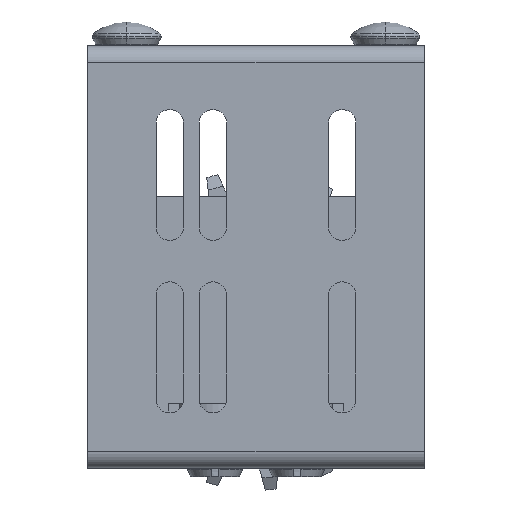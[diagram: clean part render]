
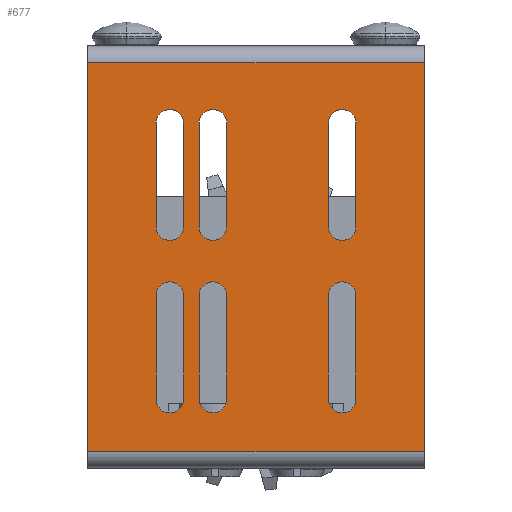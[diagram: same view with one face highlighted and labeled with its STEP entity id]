
A CAD part, left-side view. The second image highlights one B-rep face of the part: STEP entity #677.
In plain terms, the highlighted planar face has unit normal (-1, 0, 0).
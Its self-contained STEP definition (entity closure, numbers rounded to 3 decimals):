
#677=ADVANCED_FACE('',(#1872,#1873,#1874,#1875,#1876,#1877,#1878),#1879,.T.);
#1872=FACE_BOUND('',#3660,.T.);
#1873=FACE_BOUND('',#3661,.T.);
#1874=FACE_BOUND('',#3662,.T.);
#1875=FACE_BOUND('',#3663,.T.);
#1876=FACE_BOUND('',#3664,.T.);
#1877=FACE_BOUND('',#3665,.T.);
#1878=FACE_OUTER_BOUND('',#3666,.T.);
#1879=PLANE('',#3667);
#3660=EDGE_LOOP('',(#5690,#5691,#5692,#5693));
#3661=EDGE_LOOP('',(#5694,#5695,#5696,#5697));
#3662=EDGE_LOOP('',(#5698,#5699,#5700,#5701));
#3663=EDGE_LOOP('',(#5702,#5703,#5704,#5705));
#3664=EDGE_LOOP('',(#5706,#5707,#5708,#5709));
#3665=EDGE_LOOP('',(#5710,#5711,#5712,#5713));
#3666=EDGE_LOOP('',(#5714,#5715,#5716,#5717));
#3667=AXIS2_PLACEMENT_3D('',#5718,#5719,#5720);
#5690=ORIENTED_EDGE('',*,*,#10443,.T.);
#5691=ORIENTED_EDGE('',*,*,#10569,.T.);
#5692=ORIENTED_EDGE('',*,*,#10448,.T.);
#5693=ORIENTED_EDGE('',*,*,#10570,.T.);
#5694=ORIENTED_EDGE('',*,*,#10453,.T.);
#5695=ORIENTED_EDGE('',*,*,#10571,.T.);
#5696=ORIENTED_EDGE('',*,*,#10458,.T.);
#5697=ORIENTED_EDGE('',*,*,#10572,.T.);
#5698=ORIENTED_EDGE('',*,*,#10463,.T.);
#5699=ORIENTED_EDGE('',*,*,#10573,.T.);
#5700=ORIENTED_EDGE('',*,*,#10468,.T.);
#5701=ORIENTED_EDGE('',*,*,#10574,.T.);
#5702=ORIENTED_EDGE('',*,*,#10473,.T.);
#5703=ORIENTED_EDGE('',*,*,#10575,.T.);
#5704=ORIENTED_EDGE('',*,*,#10478,.T.);
#5705=ORIENTED_EDGE('',*,*,#10576,.T.);
#5706=ORIENTED_EDGE('',*,*,#10483,.T.);
#5707=ORIENTED_EDGE('',*,*,#10577,.T.);
#5708=ORIENTED_EDGE('',*,*,#10488,.T.);
#5709=ORIENTED_EDGE('',*,*,#10578,.T.);
#5710=ORIENTED_EDGE('',*,*,#10493,.T.);
#5711=ORIENTED_EDGE('',*,*,#10579,.T.);
#5712=ORIENTED_EDGE('',*,*,#10498,.T.);
#5713=ORIENTED_EDGE('',*,*,#10580,.T.);
#5714=ORIENTED_EDGE('',*,*,#10515,.T.);
#5715=ORIENTED_EDGE('',*,*,#10567,.F.);
#5716=ORIENTED_EDGE('',*,*,#10581,.F.);
#5717=ORIENTED_EDGE('',*,*,#10582,.T.);
#5718=CARTESIAN_POINT('',(0.0,39.0,49.));
#5719=DIRECTION('',(-1.0,0.0,0.0));
#5720=DIRECTION('',(0.0,0.0,-1.0));
#10443=EDGE_CURVE('',#12472,#12469,#12473,.T.);
#10448=EDGE_CURVE('',#12481,#12478,#12482,.T.);
#10453=EDGE_CURVE('',#12490,#12487,#12491,.T.);
#10458=EDGE_CURVE('',#12499,#12496,#12500,.T.);
#10463=EDGE_CURVE('',#12508,#12505,#12509,.T.);
#10468=EDGE_CURVE('',#12517,#12514,#12518,.T.);
#10473=EDGE_CURVE('',#12526,#12523,#12527,.T.);
#10478=EDGE_CURVE('',#12535,#12532,#12536,.T.);
#10483=EDGE_CURVE('',#12544,#12541,#12545,.T.);
#10488=EDGE_CURVE('',#12553,#12550,#12554,.T.);
#10493=EDGE_CURVE('',#12562,#12559,#12563,.T.);
#10498=EDGE_CURVE('',#12571,#12568,#12572,.T.);
#10515=EDGE_CURVE('',#12602,#12600,#12603,.T.);
#10567=EDGE_CURVE('',#12677,#12600,#12679,.T.);
#10569=EDGE_CURVE('',#12469,#12481,#12681,.T.);
#10570=EDGE_CURVE('',#12478,#12472,#12682,.T.);
#10571=EDGE_CURVE('',#12487,#12499,#12683,.T.);
#10572=EDGE_CURVE('',#12496,#12490,#12684,.T.);
#10573=EDGE_CURVE('',#12505,#12517,#12685,.T.);
#10574=EDGE_CURVE('',#12514,#12508,#12686,.T.);
#10575=EDGE_CURVE('',#12523,#12535,#12687,.T.);
#10576=EDGE_CURVE('',#12532,#12526,#12688,.T.);
#10577=EDGE_CURVE('',#12541,#12553,#12689,.T.);
#10578=EDGE_CURVE('',#12550,#12544,#12690,.T.);
#10579=EDGE_CURVE('',#12559,#12571,#12691,.T.);
#10580=EDGE_CURVE('',#12568,#12562,#12692,.T.);
#10581=EDGE_CURVE('',#12693,#12677,#12694,.T.);
#10582=EDGE_CURVE('',#12693,#12602,#12695,.T.);
#12469=VERTEX_POINT('',#15372);
#12472=VERTEX_POINT('',#15376);
#12473=CIRCLE('',#15377,3.2);
#12478=VERTEX_POINT('',#15383);
#12481=VERTEX_POINT('',#15387);
#12482=CIRCLE('',#15388,3.2);
#12487=VERTEX_POINT('',#15394);
#12490=VERTEX_POINT('',#15398);
#12491=CIRCLE('',#15399,3.2);
#12496=VERTEX_POINT('',#15405);
#12499=VERTEX_POINT('',#15409);
#12500=CIRCLE('',#15410,3.2);
#12505=VERTEX_POINT('',#15416);
#12508=VERTEX_POINT('',#15420);
#12509=CIRCLE('',#15421,3.2);
#12514=VERTEX_POINT('',#15427);
#12517=VERTEX_POINT('',#15431);
#12518=CIRCLE('',#15432,3.2);
#12523=VERTEX_POINT('',#15438);
#12526=VERTEX_POINT('',#15442);
#12527=CIRCLE('',#15443,3.2);
#12532=VERTEX_POINT('',#15449);
#12535=VERTEX_POINT('',#15453);
#12536=CIRCLE('',#15454,3.2);
#12541=VERTEX_POINT('',#15460);
#12544=VERTEX_POINT('',#15464);
#12545=CIRCLE('',#15465,3.2);
#12550=VERTEX_POINT('',#15471);
#12553=VERTEX_POINT('',#15475);
#12554=CIRCLE('',#15476,3.2);
#12559=VERTEX_POINT('',#15482);
#12562=VERTEX_POINT('',#15486);
#12563=CIRCLE('',#15487,3.2);
#12568=VERTEX_POINT('',#15493);
#12571=VERTEX_POINT('',#15497);
#12572=CIRCLE('',#15498,3.2);
#12600=VERTEX_POINT('',#15533);
#12602=VERTEX_POINT('',#15535);
#12603=LINE('',#15536,#15537);
#12677=VERTEX_POINT('',#15645);
#12679=LINE('',#15647,#15648);
#12681=LINE('',#15650,#15651);
#12682=LINE('',#15652,#15653);
#12683=LINE('',#15654,#15655);
#12684=LINE('',#15656,#15657);
#12685=LINE('',#15658,#15659);
#12686=LINE('',#15660,#15661);
#12687=LINE('',#15662,#15663);
#12688=LINE('',#15664,#15665);
#12689=LINE('',#15666,#15667);
#12690=LINE('',#15668,#15669);
#12691=LINE('',#15670,#15671);
#12692=LINE('',#15672,#15673);
#12693=VERTEX_POINT('',#15674);
#12694=LINE('',#15675,#15676);
#12695=LINE('',#15677,#15678);
#15372=CARTESIAN_POINT('',(0.0,16.8,40.));
#15376=CARTESIAN_POINT('',(0.0,23.2,40.));
#15377=AXIS2_PLACEMENT_3D('',#19795,#19796,#19797);
#15383=CARTESIAN_POINT('',(0.0,23.2,16.));
#15387=CARTESIAN_POINT('',(0.0,16.8,16.));
#15388=AXIS2_PLACEMENT_3D('',#19803,#19804,#19805);
#15394=CARTESIAN_POINT('',(0.0,16.8,80.));
#15398=CARTESIAN_POINT('',(0.0,23.2,80.));
#15399=AXIS2_PLACEMENT_3D('',#19811,#19812,#19813);
#15405=CARTESIAN_POINT('',(0.0,23.2,56.));
#15409=CARTESIAN_POINT('',(0.0,16.8,56.));
#15410=AXIS2_PLACEMENT_3D('',#19819,#19820,#19821);
#15416=CARTESIAN_POINT('',(0.0,-23.2,40.));
#15420=CARTESIAN_POINT('',(0.0,-16.8,40.));
#15421=AXIS2_PLACEMENT_3D('',#19827,#19828,#19829);
#15427=CARTESIAN_POINT('',(0.0,-16.8,16.));
#15431=CARTESIAN_POINT('',(0.0,-23.2,16.));
#15432=AXIS2_PLACEMENT_3D('',#19835,#19836,#19837);
#15438=CARTESIAN_POINT('',(0.0,-23.2,80.));
#15442=CARTESIAN_POINT('',(0.0,-16.8,80.));
#15443=AXIS2_PLACEMENT_3D('',#19843,#19844,#19845);
#15449=CARTESIAN_POINT('',(0.0,-16.8,56.));
#15453=CARTESIAN_POINT('',(0.0,-23.2,56.));
#15454=AXIS2_PLACEMENT_3D('',#19851,#19852,#19853);
#15460=CARTESIAN_POINT('',(0.0,6.8,40.));
#15464=CARTESIAN_POINT('',(0.0,13.2,40.));
#15465=AXIS2_PLACEMENT_3D('',#19859,#19860,#19861);
#15471=CARTESIAN_POINT('',(0.0,13.2,16.));
#15475=CARTESIAN_POINT('',(0.0,6.8,16.));
#15476=AXIS2_PLACEMENT_3D('',#19867,#19868,#19869);
#15482=CARTESIAN_POINT('',(0.0,6.8,80.));
#15486=CARTESIAN_POINT('',(0.0,13.2,80.));
#15487=AXIS2_PLACEMENT_3D('',#19875,#19876,#19877);
#15493=CARTESIAN_POINT('',(0.0,13.2,56.));
#15497=CARTESIAN_POINT('',(0.0,6.8,56.));
#15498=AXIS2_PLACEMENT_3D('',#19883,#19884,#19885);
#15533=CARTESIAN_POINT('',(0.0,-39.0,94.08));
#15535=CARTESIAN_POINT('',(0.,-39.0,3.92));
#15536=CARTESIAN_POINT('',(0.0,-39.0,3.92));
#15537=VECTOR('',#19911,1.0);
#15645=CARTESIAN_POINT('',(0.0,39.0,94.08));
#15647=CARTESIAN_POINT('',(0.0,39.0,94.08));
#15648=VECTOR('',#19976,1.0);
#15650=CARTESIAN_POINT('',(0.0,16.8,41.5));
#15651=VECTOR('',#19977,1.0);
#15652=CARTESIAN_POINT('',(0.0,23.2,38.5));
#15653=VECTOR('',#19978,1.0);
#15654=CARTESIAN_POINT('',(0.0,16.8,61.5));
#15655=VECTOR('',#19979,1.0);
#15656=CARTESIAN_POINT('',(0.0,23.2,58.5));
#15657=VECTOR('',#19980,1.0);
#15658=CARTESIAN_POINT('',(0.0,-23.2,41.5));
#15659=VECTOR('',#19981,1.0);
#15660=CARTESIAN_POINT('',(0.0,-16.8,38.5));
#15661=VECTOR('',#19982,1.0);
#15662=CARTESIAN_POINT('',(0.0,-23.2,61.5));
#15663=VECTOR('',#19983,1.0);
#15664=CARTESIAN_POINT('',(0.0,-16.8,58.5));
#15665=VECTOR('',#19984,1.0);
#15666=CARTESIAN_POINT('',(0.0,6.8,41.5));
#15667=VECTOR('',#19985,1.0);
#15668=CARTESIAN_POINT('',(0.0,13.2,38.5));
#15669=VECTOR('',#19986,1.0);
#15670=CARTESIAN_POINT('',(0.0,6.8,61.5));
#15671=VECTOR('',#19987,1.0);
#15672=CARTESIAN_POINT('',(0.0,13.2,58.5));
#15673=VECTOR('',#19988,1.0);
#15674=CARTESIAN_POINT('',(0.,39.0,3.92));
#15675=CARTESIAN_POINT('',(0.0,39.0,3.92));
#15676=VECTOR('',#19989,1.0);
#15677=CARTESIAN_POINT('',(0.,39.0,3.92));
#15678=VECTOR('',#19990,1.0);
#19795=CARTESIAN_POINT('',(0.0,20.0,40.));
#19796=DIRECTION('',(1.0,-0.0,0.0));
#19797=DIRECTION('',(0.0,1.,0.));
#19803=CARTESIAN_POINT('',(0.0,20.0,16.));
#19804=DIRECTION('',(1.0,0.0,-0.0));
#19805=DIRECTION('',(0.0,-1.,0.));
#19811=CARTESIAN_POINT('',(0.0,20.0,80.));
#19812=DIRECTION('',(1.0,-0.0,0.0));
#19813=DIRECTION('',(0.0,1.,0.));
#19819=CARTESIAN_POINT('',(0.0,20.0,56.));
#19820=DIRECTION('',(1.0,0.0,-0.0));
#19821=DIRECTION('',(0.0,-1.,0.));
#19827=CARTESIAN_POINT('',(0.0,-20.0,40.));
#19828=DIRECTION('',(1.0,-0.0,0.0));
#19829=DIRECTION('',(0.0,1.,0.));
#19835=CARTESIAN_POINT('',(0.0,-20.0,16.));
#19836=DIRECTION('',(1.0,0.0,-0.0));
#19837=DIRECTION('',(0.0,-1.,0.));
#19843=CARTESIAN_POINT('',(0.0,-20.0,80.));
#19844=DIRECTION('',(1.0,-0.0,0.0));
#19845=DIRECTION('',(0.0,1.,0.));
#19851=CARTESIAN_POINT('',(0.0,-20.0,56.));
#19852=DIRECTION('',(1.0,0.0,-0.0));
#19853=DIRECTION('',(0.0,-1.,0.));
#19859=CARTESIAN_POINT('',(0.0,10.0,40.));
#19860=DIRECTION('',(1.0,-0.0,0.0));
#19861=DIRECTION('',(0.0,1.,0.));
#19867=CARTESIAN_POINT('',(0.0,10.0,16.));
#19868=DIRECTION('',(1.0,0.0,-0.0));
#19869=DIRECTION('',(0.0,-1.,0.));
#19875=CARTESIAN_POINT('',(0.0,10.0,80.));
#19876=DIRECTION('',(1.0,-0.0,0.0));
#19877=DIRECTION('',(0.0,1.,0.));
#19883=CARTESIAN_POINT('',(0.0,10.0,56.));
#19884=DIRECTION('',(1.0,0.0,-0.0));
#19885=DIRECTION('',(0.0,-1.,0.));
#19911=DIRECTION('',(0.0,0.0,1.0));
#19976=DIRECTION('',(0.0,-1.0,0.0));
#19977=DIRECTION('',(-0.0,-0.0,-1.0));
#19978=DIRECTION('',(0.0,-0.0,1.0));
#19979=DIRECTION('',(-0.0,-0.0,-1.0));
#19980=DIRECTION('',(0.0,-0.0,1.0));
#19981=DIRECTION('',(-0.0,-0.0,-1.0));
#19982=DIRECTION('',(0.0,-0.0,1.0));
#19983=DIRECTION('',(-0.0,-0.0,-1.0));
#19984=DIRECTION('',(0.0,-0.0,1.0));
#19985=DIRECTION('',(-0.0,-0.0,-1.0));
#19986=DIRECTION('',(0.0,-0.0,1.0));
#19987=DIRECTION('',(-0.0,-0.0,-1.0));
#19988=DIRECTION('',(0.0,-0.0,1.0));
#19989=DIRECTION('',(0.0,0.0,1.0));
#19990=DIRECTION('',(0.0,-1.0,0.0));
